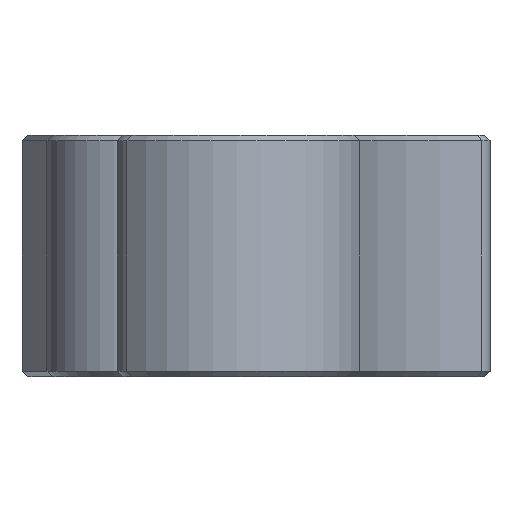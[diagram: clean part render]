
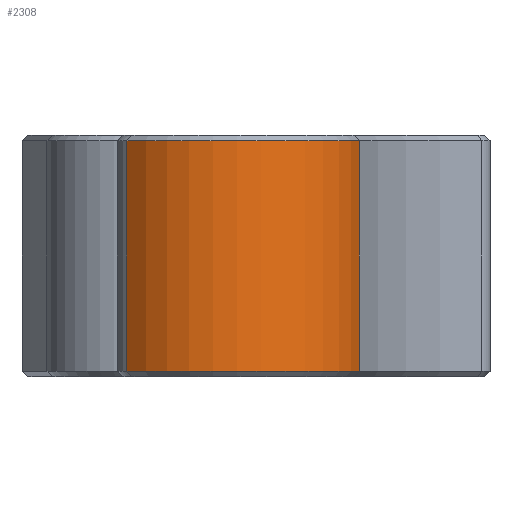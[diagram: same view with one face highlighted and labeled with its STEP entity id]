
A CAD part, front view. The second image highlights one B-rep face of the part: STEP entity #2308.
In plain terms, the highlighted cylindrical face has radius 6.35 mm (diameter 12.7 mm), a partial arc.
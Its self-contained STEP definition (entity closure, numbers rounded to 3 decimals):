
#44=CYLINDRICAL_SURFACE('',#2499,6.35);
#115=CIRCLE('',#2418,6.35);
#155=CIRCLE('',#2500,6.35);
#300=FACE_OUTER_BOUND('',#445,.T.);
#445=EDGE_LOOP('',(#1730,#1731,#1732,#1733));
#612=LINE('',#4040,#821);
#613=LINE('',#4044,#822);
#821=VECTOR('',#2896,10.);
#822=VECTOR('',#2901,16.);
#957=VERTEX_POINT('',#3325);
#959=VERTEX_POINT('',#3331);
#1041=VERTEX_POINT('',#4039);
#1042=VERTEX_POINT('',#4043);
#1165=EDGE_CURVE('',#957,#959,#115,.T.);
#1300=EDGE_CURVE('',#1041,#959,#612,.T.);
#1302=EDGE_CURVE('',#1042,#957,#613,.T.);
#1303=EDGE_CURVE('',#1041,#1042,#155,.T.);
#1730=ORIENTED_EDGE('',*,*,#1165,.F.);
#1731=ORIENTED_EDGE('',*,*,#1302,.F.);
#1732=ORIENTED_EDGE('',*,*,#1303,.F.);
#1733=ORIENTED_EDGE('',*,*,#1300,.T.);
#2308=ADVANCED_FACE('',(#300),#44,.T.);
#2418=AXIS2_PLACEMENT_3D('',#3332,#2663,#2664);
#2499=AXIS2_PLACEMENT_3D('',#4042,#2899,#2900);
#2500=AXIS2_PLACEMENT_3D('',#4045,#2902,#2903);
#2663=DIRECTION('center_axis',(0.,0.,-1.));
#2664=DIRECTION('ref_axis',(-0.707,-0.707,0.));
#2896=DIRECTION('',(0.,0.,-1.));
#2899=DIRECTION('center_axis',(0.,0.,-1.));
#2900=DIRECTION('ref_axis',(-0.707,-0.707,0.));
#2901=DIRECTION('',(0.,0.,-1.));
#2902=DIRECTION('center_axis',(0.,0.,1.));
#2903=DIRECTION('ref_axis',(-0.707,-0.707,0.));
#3325=CARTESIAN_POINT('',(-0.967,-26.596,-3.75));
#3331=CARTESIAN_POINT('',(-11.59,-29.44,-3.75));
#3332=CARTESIAN_POINT('Origin',(-7.1,-24.95,-3.75));
#4039=CARTESIAN_POINT('',(-11.59,-29.44,6.8));
#4040=CARTESIAN_POINT('',(-11.59,-29.44,7.05));
#4042=CARTESIAN_POINT('Origin',(-7.1,-24.95,7.05));
#4043=CARTESIAN_POINT('',(-0.967,-26.596,6.8));
#4044=CARTESIAN_POINT('',(-0.967,-26.596,7.05));
#4045=CARTESIAN_POINT('Origin',(-7.1,-24.95,6.8));
